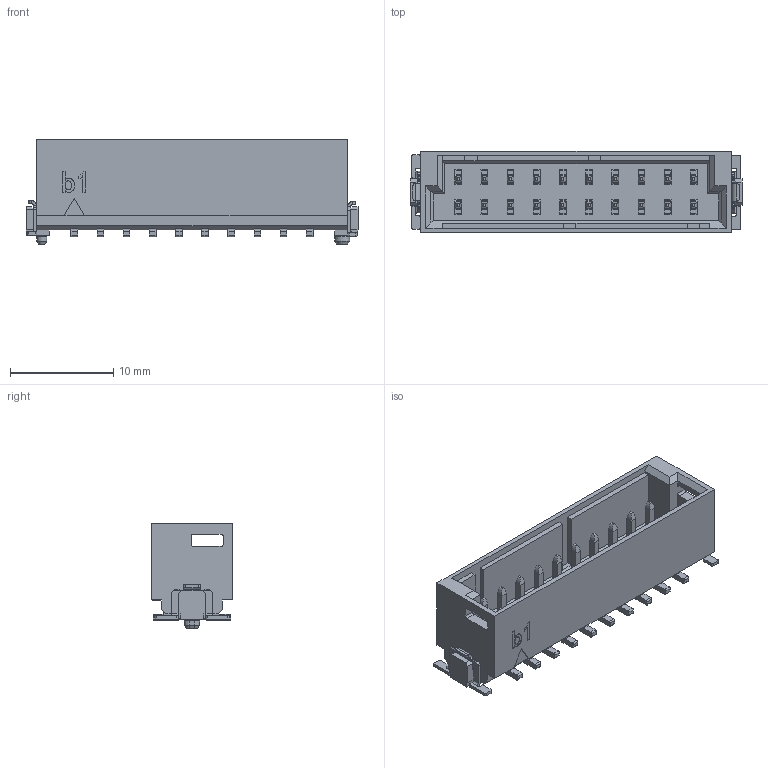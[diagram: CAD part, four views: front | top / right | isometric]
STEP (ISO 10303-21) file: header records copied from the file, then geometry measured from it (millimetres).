
FILE_DESCRIPTION( ('This file contains a STEP AP42 implementation' ,'as created by ZW3D STEP Interface translator.') ,'2;1' );
FILE_NAME( '3915-P20-2MXXWDXR1.stp' ,'23 9 1.1459 8', (''), ('ZWCAD Software Co.'), 'Version 1.0', 'ZW3D to STEP translator', '' );
FILE_SCHEMA(('AUTOMOTIVE_DESIGN { 1 0 10303 214 1 1 1 1 }'));
Length unit declared in the file: millimetre
Products named in the file (2): 0; M20-180-ASM
Bounding box: 32.22 x 7.94 x 10.15 mm (x, y, z)
Volume: 960.4 mm3; surface area: 2375.3 mm2
Topology: 1 solids, 1 shells, 1716 faces, 5078 edges, 3286 vertices
Faces by surface type: plane 1258, cylinder 438, bspline 14, cone 6
Full cylindrical faces by diameter (mm): 1.5 x1
Entity records: 60872 total; most frequent: CARTESIAN_POINT 13316, ORIENTED_EDGE 10250, DIRECTION 8734, EDGE_CURVE 5080, VECTOR 3662, LINE 3662, VERTEX_POINT 3288, AXIS2_PLACEMENT_3D 2536
